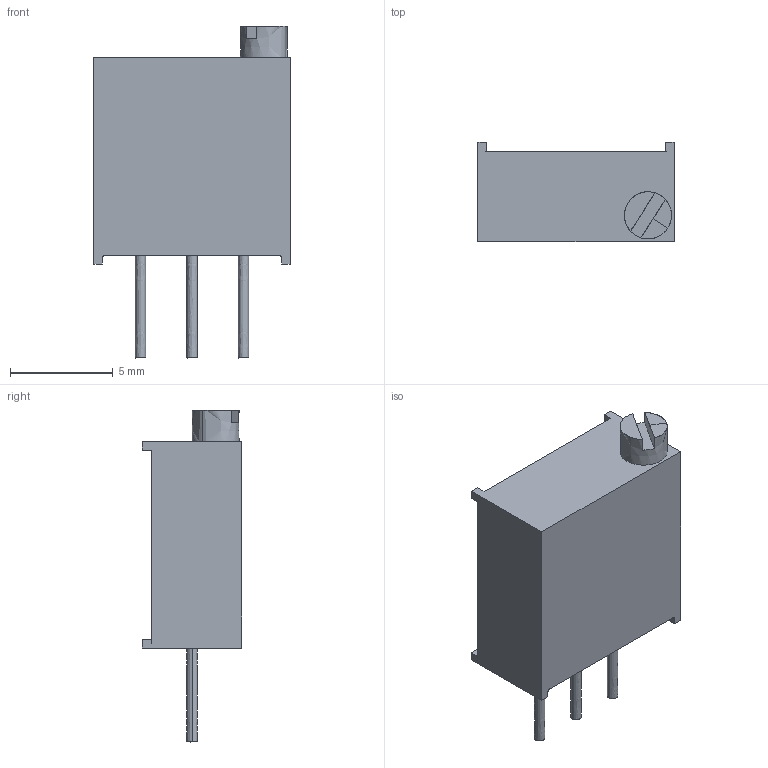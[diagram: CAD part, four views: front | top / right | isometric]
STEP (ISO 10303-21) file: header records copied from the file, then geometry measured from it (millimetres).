
FILE_DESCRIPTION(('FreeCAD Model'),'2;1');
FILE_NAME('3296W.step', '2018-04-16T13:13:48',('Author'),(''), 'Open CASCADE STEP processor 6.8','FreeCAD','Unknown');
FILE_SCHEMA(('AUTOMOTIVE_DESIGN_CC2 { 1 2 10303 214 -1 1 5 4 }'));
Length unit declared in the file: millimetre
Products named in the file (6): ASSEMBLY; _296W; _296W001; _296W002; _296W003; _296W004
Assembly tree (5 placements, depth 2):
  ASSEMBLY
    _296W
    _296W001
    _296W002
    _296W003
    _296W004
Bounding box: 9.53 x 4.83 x 16.12 mm (x, y, z)
Surface area: 855.7 mm2 (no closed solid volume)
Topology: 0 solids, 110 shells, 114 faces, 506 edges, 476 vertices
Faces by surface type: bspline 114
Entity records: 16106 total; most frequent: CARTESIAN_POINT 11034, B_SPLINE_CURVE_WITH_KNOTS 956, ORIENTED_EDGE 488, PCURVE 488, DEFINITIONAL_REPRESENTATION 488, EDGE_CURVE 482, SURFACE_CURVE 482, VERTEX_POINT 476
